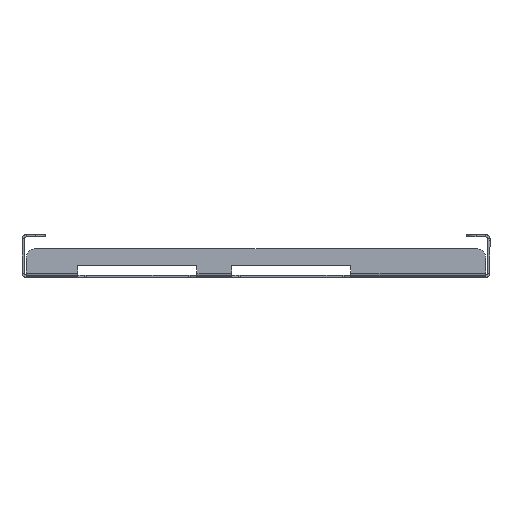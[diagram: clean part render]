
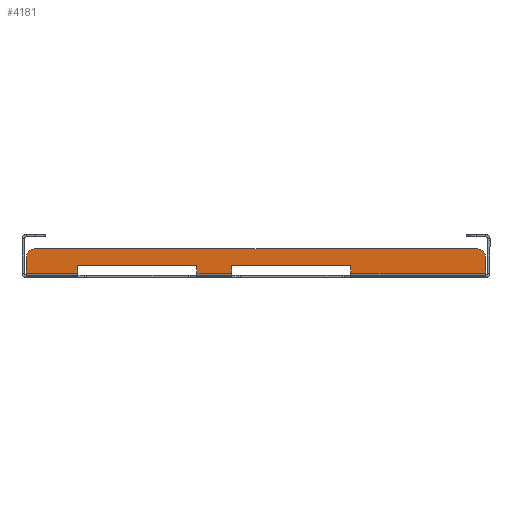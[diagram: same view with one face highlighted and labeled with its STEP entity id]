
A CAD part, front view. The second image highlights one B-rep face of the part: STEP entity #4181.
In plain terms, the highlighted planar face has unit normal (0, -1, 0).
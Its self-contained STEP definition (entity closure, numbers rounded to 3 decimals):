
#107 = CARTESIAN_POINT ( 'NONE',  ( -30.7, -247., 4.8 ) ) ;
#265 = LINE ( 'NONE', #1027, #779 ) ;
#278 = VECTOR ( 'NONE', #2730, 1000. ) ;
#303 = VERTEX_POINT ( 'NONE', #855 ) ;
#353 = DIRECTION ( 'NONE',  ( 0., 0., 1. ) ) ;
#418 = EDGE_CURVE ( 'NONE', #4557, #303, #5850, .T. ) ;
#483 = DIRECTION ( 'NONE',  ( 1., 0., 0. ) ) ;
#526 = CARTESIAN_POINT ( 'NONE',  ( 114.5, -247., 8.8 ) ) ;
#542 = DIRECTION ( 'NONE',  ( 1., 0., 0. ) ) ;
#596 = EDGE_CURVE ( 'NONE', #4557, #6121, #743, .T. ) ;
#597 = VERTEX_POINT ( 'NONE', #4156 ) ;
#627 = PLANE ( 'NONE',  #2781 ) ;
#653 = CARTESIAN_POINT ( 'NONE',  ( -30.7, -247., 4.8 ) ) ;
#716 = ORIENTED_EDGE ( 'NONE', *, *, #5506, .F. ) ;
#743 = LINE ( 'NONE', #6012, #2740 ) ;
#779 = VECTOR ( 'NONE', #1469, 1000. ) ;
#843 = EDGE_LOOP ( 'NONE', ( #716, #5056, #4561, #4717, #3348, #1838, #5415, #4076, #5163, #1254, #5540, #4766, #4742, #5279 ) ) ;
#855 = CARTESIAN_POINT ( 'NONE',  ( -92.7, -247., 1. ) ) ;
#929 = EDGE_CURVE ( 'NONE', #3559, #4581, #4485, .T. ) ;
#1027 = CARTESIAN_POINT ( 'NONE',  ( 80., -247., 4.8 ) ) ;
#1073 = FACE_OUTER_BOUND ( 'NONE', #843, .T. ) ;
#1107 = DIRECTION ( 'NONE',  ( 0., 0., -1. ) ) ;
#1236 = DIRECTION ( 'NONE',  ( -1., 0., 0. ) ) ;
#1254 = ORIENTED_EDGE ( 'NONE', *, *, #2254, .T. ) ;
#1282 = EDGE_CURVE ( 'NONE', #5502, #5795, #5164, .T. ) ;
#1449 = DIRECTION ( 'NONE',  ( 0., 0., -1. ) ) ;
#1469 = DIRECTION ( 'NONE',  ( -1., 0., 0. ) ) ;
#1488 = DIRECTION ( 'NONE',  ( 0., -1., 0. ) ) ;
#1587 = VECTOR ( 'NONE', #5243, 1000. ) ;
#1705 = CARTESIAN_POINT ( 'NONE',  ( 119.5, -247., 8.8 ) ) ;
#1782 = CARTESIAN_POINT ( 'NONE',  ( 0., -247., 4.8 ) ) ;
#1803 = VECTOR ( 'NONE', #2509, 1000. ) ;
#1838 = ORIENTED_EDGE ( 'NONE', *, *, #3930, .F. ) ;
#1980 = VECTOR ( 'NONE', #542, 1000. ) ;
#2119 = EDGE_CURVE ( 'NONE', #5795, #597, #2567, .T. ) ;
#2174 = CARTESIAN_POINT ( 'NONE',  ( -92.7, -247., 4.8 ) ) ;
#2242 = CARTESIAN_POINT ( 'NONE',  ( 49.3, -247., 4.8 ) ) ;
#2254 = EDGE_CURVE ( 'NONE', #3534, #4581, #5237, .T. ) ;
#2469 = AXIS2_PLACEMENT_3D ( 'NONE', #526, #1488, #3362 ) ;
#2509 = DIRECTION ( 'NONE',  ( 0., 0., -1. ) ) ;
#2550 = LINE ( 'NONE', #2174, #278 ) ;
#2567 = LINE ( 'NONE', #5553, #4635 ) ;
#2646 = CARTESIAN_POINT ( 'NONE',  ( -114.5, -247., 13.8 ) ) ;
#2730 = DIRECTION ( 'NONE',  ( 0., 0., -1. ) ) ;
#2740 = VECTOR ( 'NONE', #353, 1000. ) ;
#2765 = VECTOR ( 'NONE', #5556, 1000. ) ;
#2777 = CARTESIAN_POINT ( 'NONE',  ( 119.5, -247., 13.8 ) ) ;
#2781 = AXIS2_PLACEMENT_3D ( 'NONE', #3428, #4358, #1107 ) ;
#2809 = CARTESIAN_POINT ( 'NONE',  ( 114.5, -247., 13.8 ) ) ;
#2883 = CARTESIAN_POINT ( 'NONE',  ( -30.7, -247., 1. ) ) ;
#2952 = VECTOR ( 'NONE', #3964, 1000. ) ;
#3285 = VERTEX_POINT ( 'NONE', #3349 ) ;
#3304 = DIRECTION ( 'NONE',  ( 0., -1., 0. ) ) ;
#3340 = CARTESIAN_POINT ( 'NONE',  ( 0., -247., 1. ) ) ;
#3348 = ORIENTED_EDGE ( 'NONE', *, *, #4463, .F. ) ;
#3349 = CARTESIAN_POINT ( 'NONE',  ( -12.7, -247., 1. ) ) ;
#3362 = DIRECTION ( 'NONE',  ( 0., 0., -1. ) ) ;
#3368 = LINE ( 'NONE', #3665, #2765 ) ;
#3395 = DIRECTION ( 'NONE',  ( 0., 0., -1. ) ) ;
#3428 = CARTESIAN_POINT ( 'NONE',  ( 0., -247., 0. ) ) ;
#3534 = VERTEX_POINT ( 'NONE', #1705 ) ;
#3559 = VERTEX_POINT ( 'NONE', #2646 ) ;
#3628 = CARTESIAN_POINT ( 'NONE',  ( -119.5, -247., 1. ) ) ;
#3665 = CARTESIAN_POINT ( 'NONE',  ( -12.7, -247., 4.8 ) ) ;
#3694 = AXIS2_PLACEMENT_3D ( 'NONE', #4227, #3304, #1449 ) ;
#3810 = VERTEX_POINT ( 'NONE', #2883 ) ;
#3890 = LINE ( 'NONE', #3340, #1587 ) ;
#3930 = EDGE_CURVE ( 'NONE', #5502, #5334, #265, .T. ) ;
#3964 = DIRECTION ( 'NONE',  ( 0., 0., -1. ) ) ;
#4045 = CARTESIAN_POINT ( 'NONE',  ( 49.3, -247., 4.8 ) ) ;
#4051 = CARTESIAN_POINT ( 'NONE',  ( -92.7, -247., 4.8 ) ) ;
#4076 = ORIENTED_EDGE ( 'NONE', *, *, #2119, .T. ) ;
#4105 = CIRCLE ( 'NONE', #3694, 5. ) ;
#4156 = CARTESIAN_POINT ( 'NONE',  ( 119.5, -247., 1. ) ) ;
#4181 = ADVANCED_FACE ( 'NONE', ( #1073 ), #627, .T. ) ;
#4227 = CARTESIAN_POINT ( 'NONE',  ( -114.5, -247., 8.8 ) ) ;
#4304 = VERTEX_POINT ( 'NONE', #653 ) ;
#4358 = DIRECTION ( 'NONE',  ( 0., -1., 0. ) ) ;
#4424 = VERTEX_POINT ( 'NONE', #4051 ) ;
#4463 = EDGE_CURVE ( 'NONE', #5334, #3285, #3368, .T. ) ;
#4485 = LINE ( 'NONE', #2777, #1980 ) ;
#4522 = CARTESIAN_POINT ( 'NONE',  ( -119.5, -247., 8.8 ) ) ;
#4526 = CARTESIAN_POINT ( 'NONE',  ( 0., -247., 1. ) ) ;
#4537 = LINE ( 'NONE', #107, #5504 ) ;
#4557 = VERTEX_POINT ( 'NONE', #3628 ) ;
#4561 = ORIENTED_EDGE ( 'NONE', *, *, #5999, .T. ) ;
#4581 = VERTEX_POINT ( 'NONE', #2809 ) ;
#4635 = VECTOR ( 'NONE', #483, 1000. ) ;
#4717 = ORIENTED_EDGE ( 'NONE', *, *, #5796, .T. ) ;
#4742 = ORIENTED_EDGE ( 'NONE', *, *, #596, .F. ) ;
#4766 = ORIENTED_EDGE ( 'NONE', *, *, #5267, .T. ) ;
#4804 = VECTOR ( 'NONE', #5911, 1000. ) ;
#4812 = CARTESIAN_POINT ( 'NONE',  ( -12.7, -247., 4.8 ) ) ;
#4850 = VECTOR ( 'NONE', #1236, 1000. ) ;
#4995 = LINE ( 'NONE', #5759, #1803 ) ;
#5056 = ORIENTED_EDGE ( 'NONE', *, *, #5546, .F. ) ;
#5163 = ORIENTED_EDGE ( 'NONE', *, *, #5943, .F. ) ;
#5164 = LINE ( 'NONE', #4045, #2952 ) ;
#5237 = CIRCLE ( 'NONE', #2469, 5. ) ;
#5243 = DIRECTION ( 'NONE',  ( 1., 0., 0. ) ) ;
#5267 = EDGE_CURVE ( 'NONE', #3559, #6121, #4105, .T. ) ;
#5279 = ORIENTED_EDGE ( 'NONE', *, *, #418, .T. ) ;
#5334 = VERTEX_POINT ( 'NONE', #4812 ) ;
#5415 = ORIENTED_EDGE ( 'NONE', *, *, #1282, .T. ) ;
#5502 = VERTEX_POINT ( 'NONE', #2242 ) ;
#5504 = VECTOR ( 'NONE', #3395, 1000. ) ;
#5506 = EDGE_CURVE ( 'NONE', #4424, #303, #2550, .T. ) ;
#5527 = CARTESIAN_POINT ( 'NONE',  ( 49.3, -247., 1. ) ) ;
#5540 = ORIENTED_EDGE ( 'NONE', *, *, #929, .F. ) ;
#5546 = EDGE_CURVE ( 'NONE', #4304, #4424, #5660, .T. ) ;
#5553 = CARTESIAN_POINT ( 'NONE',  ( 0., -247., 1. ) ) ;
#5556 = DIRECTION ( 'NONE',  ( 0., 0., -1. ) ) ;
#5660 = LINE ( 'NONE', #1782, #4850 ) ;
#5759 = CARTESIAN_POINT ( 'NONE',  ( 119.5, -247., 0. ) ) ;
#5795 = VERTEX_POINT ( 'NONE', #5527 ) ;
#5796 = EDGE_CURVE ( 'NONE', #3810, #3285, #3890, .T. ) ;
#5850 = LINE ( 'NONE', #4526, #4804 ) ;
#5911 = DIRECTION ( 'NONE',  ( 1., 0., 0. ) ) ;
#5943 = EDGE_CURVE ( 'NONE', #3534, #597, #4995, .T. ) ;
#5999 = EDGE_CURVE ( 'NONE', #4304, #3810, #4537, .T. ) ;
#6012 = CARTESIAN_POINT ( 'NONE',  ( -119.5, -247., 13.8 ) ) ;
#6121 = VERTEX_POINT ( 'NONE', #4522 ) ;
